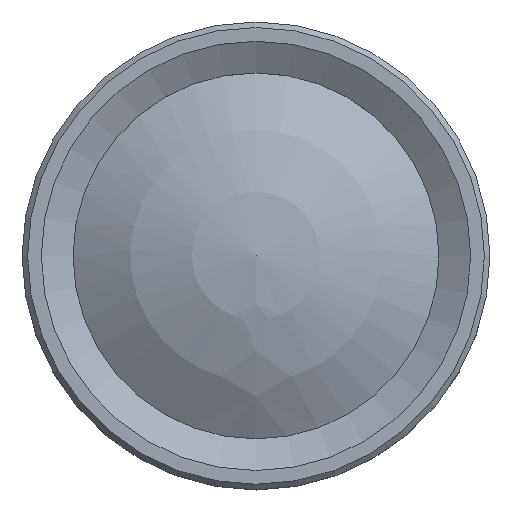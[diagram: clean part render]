
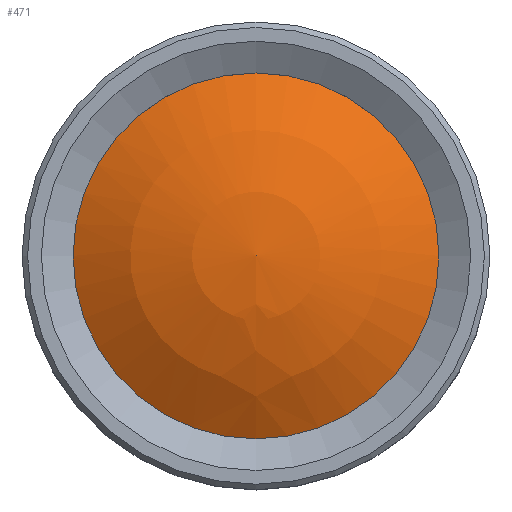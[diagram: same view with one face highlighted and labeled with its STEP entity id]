
A CAD part, top view. The second image highlights one B-rep face of the part: STEP entity #471.
In plain terms, the highlighted spherical face has radius 12.402 mm.
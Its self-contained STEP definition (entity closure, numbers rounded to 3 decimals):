
#18=SPHERICAL_SURFACE('',#555,12.402);
#111=FACE_OUTER_BOUND('',#145,.T.);
#145=EDGE_LOOP('',(#355,#356,#357));
#188=CIRCLE('',#556,6.65);
#189=CIRCLE('',#557,12.402);
#223=VERTEX_POINT('',#1064);
#224=VERTEX_POINT('',#1066);
#272=EDGE_CURVE('',#223,#223,#188,.T.);
#273=EDGE_CURVE('',#224,#223,#189,.T.);
#355=ORIENTED_EDGE('',*,*,#272,.F.);
#356=ORIENTED_EDGE('',*,*,#273,.F.);
#357=ORIENTED_EDGE('',*,*,#273,.T.);
#471=ADVANCED_FACE('',(#111),#18,.T.);
#555=AXIS2_PLACEMENT_3D('',#1063,#650,#651);
#556=AXIS2_PLACEMENT_3D('',#1065,#652,#653);
#557=AXIS2_PLACEMENT_3D('',#1067,#654,#655);
#650=DIRECTION('center_axis',(-1.,0.,0.));
#651=DIRECTION('ref_axis',(0.,1.,0.));
#652=DIRECTION('center_axis',(1.,0.,0.));
#653=DIRECTION('ref_axis',(0.,1.,0.));
#654=DIRECTION('center_axis',(0.,0.,1.));
#655=DIRECTION('ref_axis',(0.,-1.,0.));
#1063=CARTESIAN_POINT('Origin',(980.563,765.383,0.));
#1064=CARTESIAN_POINT('',(970.095,758.733,0.));
#1065=CARTESIAN_POINT('Origin',(970.095,765.383,0.));
#1066=CARTESIAN_POINT('',(968.161,765.383,0.));
#1067=CARTESIAN_POINT('Origin',(980.563,765.383,0.));
